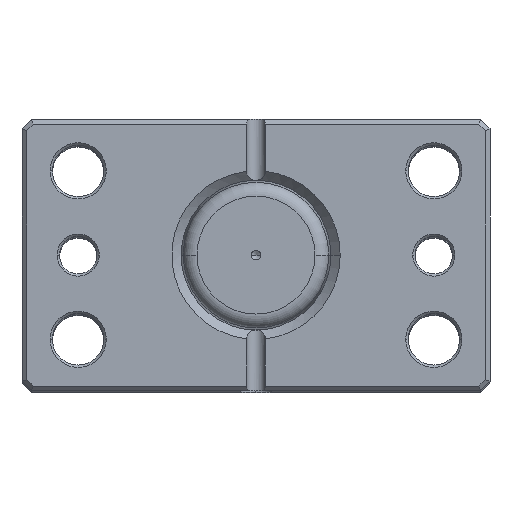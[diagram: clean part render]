
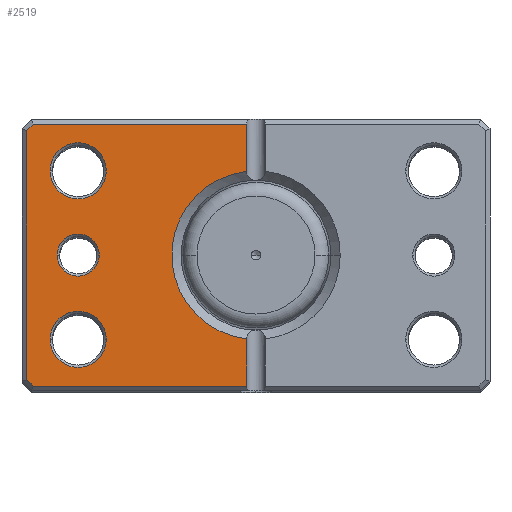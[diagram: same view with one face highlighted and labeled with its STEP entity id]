
A CAD part, top view. The second image highlights one B-rep face of the part: STEP entity #2519.
In plain terms, the highlighted face is planar.
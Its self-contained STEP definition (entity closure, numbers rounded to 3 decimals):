
#53 = CARTESIAN_POINT ( 'NONE',  ( 38., -18., 0. ) ) ;
#57 = CARTESIAN_POINT ( 'NONE',  ( 2., 17.889, 0. ) ) ;
#132 = DIRECTION ( 'NONE',  ( 0., 0., 1. ) ) ;
#171 = DIRECTION ( 'NONE',  ( 1., 0., 0. ) ) ;
#210 = CARTESIAN_POINT ( 'NONE',  ( 42.5, 0., 0. ) ) ;
#223 = CARTESIAN_POINT ( 'NONE',  ( 44., -18., 0. ) ) ;
#233 = FACE_BOUND ( 'NONE', #2023, .T. ) ;
#255 = EDGE_CURVE ( 'NONE', #6808, #3326, #304, .T. ) ;
#290 = EDGE_CURVE ( 'NONE', #1171, #4403, #6758, .T. ) ;
#291 = EDGE_CURVE ( 'NONE', #1959, #1444, #2632, .T. ) ;
#304 = LINE ( 'NONE', #3997, #5654 ) ;
#427 = EDGE_CURVE ( 'NONE', #2059, #935, #6426, .T. ) ;
#447 = CARTESIAN_POINT ( 'NONE',  ( 38., 18., 0. ) ) ;
#570 = CARTESIAN_POINT ( 'NONE',  ( 0., 28., 0. ) ) ;
#579 = DIRECTION ( 'NONE',  ( 1., 0., 0. ) ) ;
#593 = VERTEX_POINT ( 'NONE', #2266 ) ;
#612 = VECTOR ( 'NONE', #5388, 1000. ) ;
#639 = AXIS2_PLACEMENT_3D ( 'NONE', #878, #4606, #1405 ) ;
#692 = ORIENTED_EDGE ( 'NONE', *, *, #3799, .T. ) ;
#842 = EDGE_CURVE ( 'NONE', #3553, #6808, #4233, .T. ) ;
#855 = CIRCLE ( 'NONE', #4956, 6. ) ;
#878 = CARTESIAN_POINT ( 'NONE',  ( 38., 0., 0. ) ) ;
#935 = VERTEX_POINT ( 'NONE', #4559 ) ;
#970 = DIRECTION ( 'NONE',  ( 1., 0., 0. ) ) ;
#1072 = CARTESIAN_POINT ( 'NONE',  ( 49., 26.586, 0. ) ) ;
#1077 = AXIS2_PLACEMENT_3D ( 'NONE', #4832, #1628, #5378 ) ;
#1078 = EDGE_CURVE ( 'NONE', #3097, #3123, #1488, .T. ) ;
#1096 = ORIENTED_EDGE ( 'NONE', *, *, #255, .T. ) ;
#1126 = DIRECTION ( 'NONE',  ( -0.707, -0.707, 0. ) ) ;
#1171 = VERTEX_POINT ( 'NONE', #1968 ) ;
#1197 = CARTESIAN_POINT ( 'NONE',  ( 0., -28., 0. ) ) ;
#1233 = VECTOR ( 'NONE', #5638, 1000. ) ;
#1268 = CARTESIAN_POINT ( 'NONE',  ( 32., -18., 0. ) ) ;
#1405 = DIRECTION ( 'NONE',  ( 1., 0., 0. ) ) ;
#1412 = ORIENTED_EDGE ( 'NONE', *, *, #4099, .T. ) ;
#1444 = VERTEX_POINT ( 'NONE', #223 ) ;
#1488 = LINE ( 'NONE', #4039, #3989 ) ;
#1529 = EDGE_CURVE ( 'NONE', #3123, #593, #3411, .T. ) ;
#1544 = EDGE_LOOP ( 'NONE', ( #4361, #1412 ) ) ;
#1628 = DIRECTION ( 'NONE',  ( 0., 0., 1. ) ) ;
#1875 = VECTOR ( 'NONE', #1126, 1000. ) ;
#1916 = DIRECTION ( 'NONE',  ( 0.707, -0.707, 0. ) ) ;
#1950 = ORIENTED_EDGE ( 'NONE', *, *, #842, .T. ) ;
#1959 = VERTEX_POINT ( 'NONE', #1268 ) ;
#1968 = CARTESIAN_POINT ( 'NONE',  ( 33.5, 0., 0. ) ) ;
#2011 = VECTOR ( 'NONE', #5623, 1000. ) ;
#2023 = EDGE_LOOP ( 'NONE', ( #3670, #692 ) ) ;
#2037 = CARTESIAN_POINT ( 'NONE',  ( 47.586, -28., 0. ) ) ;
#2059 = VERTEX_POINT ( 'NONE', #57 ) ;
#2199 = ORIENTED_EDGE ( 'NONE', *, *, #5844, .T. ) ;
#2236 = DIRECTION ( 'NONE',  ( 0., 0., 1. ) ) ;
#2265 = CARTESIAN_POINT ( 'NONE',  ( 2., -17.889, 0. ) ) ;
#2266 = CARTESIAN_POINT ( 'NONE',  ( 49., -26.586, 0. ) ) ;
#2330 = ORIENTED_EDGE ( 'NONE', *, *, #1078, .T. ) ;
#2484 = DIRECTION ( 'NONE',  ( 0., 0., 1. ) ) ;
#2519 = ADVANCED_FACE ( 'NONE', ( #233, #3055, #4477, #5750 ), #6035, .F. ) ;
#2598 = ORIENTED_EDGE ( 'NONE', *, *, #4208, .T. ) ;
#2612 = AXIS2_PLACEMENT_3D ( 'NONE', #5447, #2236, #5980 ) ;
#2614 = ORIENTED_EDGE ( 'NONE', *, *, #427, .T. ) ;
#2632 = CIRCLE ( 'NONE', #6889, 6. ) ;
#2727 = CARTESIAN_POINT ( 'NONE',  ( 2., -28., 0. ) ) ;
#2741 = EDGE_LOOP ( 'NONE', ( #1096, #6071, #2614, #2598, #2330, #3404, #4342, #1950 ) ) ;
#2819 = CARTESIAN_POINT ( 'NONE',  ( 0., 0., 0. ) ) ;
#2868 = EDGE_LOOP ( 'NONE', ( #5745, #2199 ) ) ;
#3055 = FACE_BOUND ( 'NONE', #2868, .T. ) ;
#3097 = VERTEX_POINT ( 'NONE', #3151 ) ;
#3123 = VERTEX_POINT ( 'NONE', #1072 ) ;
#3151 = CARTESIAN_POINT ( 'NONE',  ( 47.586, 28., 0. ) ) ;
#3156 = EDGE_CURVE ( 'NONE', #3326, #2059, #5574, .T. ) ;
#3262 = CIRCLE ( 'NONE', #2612, 4.5 ) ;
#3292 = CARTESIAN_POINT ( 'NONE',  ( 38., 18., 0. ) ) ;
#3326 = VERTEX_POINT ( 'NONE', #2265 ) ;
#3332 = DIRECTION ( 'NONE',  ( 0., 0., 1. ) ) ;
#3404 = ORIENTED_EDGE ( 'NONE', *, *, #1529, .T. ) ;
#3411 = LINE ( 'NONE', #5078, #2011 ) ;
#3553 = VERTEX_POINT ( 'NONE', #2037 ) ;
#3670 = ORIENTED_EDGE ( 'NONE', *, *, #290, .T. ) ;
#3761 = DIRECTION ( 'NONE',  ( 0., 0., 1. ) ) ;
#3791 = CARTESIAN_POINT ( 'NONE',  ( 44., 18., 0. ) ) ;
#3799 = EDGE_CURVE ( 'NONE', #4403, #1171, #3262, .T. ) ;
#3837 = DIRECTION ( 'NONE',  ( 1., 0., 0. ) ) ;
#3918 = AXIS2_PLACEMENT_3D ( 'NONE', #447, #4170, #970 ) ;
#3989 = VECTOR ( 'NONE', #1916, 1000. ) ;
#3997 = CARTESIAN_POINT ( 'NONE',  ( 2., 29., 0. ) ) ;
#4039 = CARTESIAN_POINT ( 'NONE',  ( 37.793, 37.793, 0. ) ) ;
#4099 = EDGE_CURVE ( 'NONE', #4286, #4774, #6656, .T. ) ;
#4170 = DIRECTION ( 'NONE',  ( 0., 0., 1. ) ) ;
#4208 = EDGE_CURVE ( 'NONE', #935, #3097, #4872, .T. ) ;
#4233 = LINE ( 'NONE', #1197, #1233 ) ;
#4252 = EDGE_CURVE ( 'NONE', #593, #3553, #4710, .T. ) ;
#4286 = VERTEX_POINT ( 'NONE', #3791 ) ;
#4313 = CARTESIAN_POINT ( 'NONE',  ( 37.793, -37.793, 0. ) ) ;
#4342 = ORIENTED_EDGE ( 'NONE', *, *, #4252, .T. ) ;
#4361 = ORIENTED_EDGE ( 'NONE', *, *, #4784, .T. ) ;
#4403 = VERTEX_POINT ( 'NONE', #210 ) ;
#4477 = FACE_BOUND ( 'NONE', #1544, .T. ) ;
#4559 = CARTESIAN_POINT ( 'NONE',  ( 2., 28., 0. ) ) ;
#4606 = DIRECTION ( 'NONE',  ( 0., 0., 1. ) ) ;
#4710 = LINE ( 'NONE', #4313, #1875 ) ;
#4774 = VERTEX_POINT ( 'NONE', #5456 ) ;
#4784 = EDGE_CURVE ( 'NONE', #4774, #4286, #855, .T. ) ;
#4790 = DIRECTION ( 'NONE',  ( 0., 1., 0. ) ) ;
#4832 = CARTESIAN_POINT ( 'NONE',  ( 0., 0., 0. ) ) ;
#4872 = LINE ( 'NONE', #570, #612 ) ;
#4956 = AXIS2_PLACEMENT_3D ( 'NONE', #3292, #132, #3837 ) ;
#4998 = VECTOR ( 'NONE', #4790, 1000. ) ;
#5051 = DIRECTION ( 'NONE',  ( 0., 1., 0. ) ) ;
#5078 = CARTESIAN_POINT ( 'NONE',  ( 49., 0., 0. ) ) ;
#5355 = CARTESIAN_POINT ( 'NONE',  ( 2., 29., 0. ) ) ;
#5378 = DIRECTION ( 'NONE',  ( 1., 0., 0. ) ) ;
#5388 = DIRECTION ( 'NONE',  ( 1., 0., 0. ) ) ;
#5447 = CARTESIAN_POINT ( 'NONE',  ( 38., 0., 0. ) ) ;
#5456 = CARTESIAN_POINT ( 'NONE',  ( 32., 18., 0. ) ) ;
#5574 = CIRCLE ( 'NONE', #1077, 18. ) ;
#5623 = DIRECTION ( 'NONE',  ( 0., -1., 0. ) ) ;
#5638 = DIRECTION ( 'NONE',  ( -1., 0., 0. ) ) ;
#5654 = VECTOR ( 'NONE', #5051, 1000. ) ;
#5693 = CARTESIAN_POINT ( 'NONE',  ( 38., -18., 0. ) ) ;
#5745 = ORIENTED_EDGE ( 'NONE', *, *, #291, .T. ) ;
#5750 = FACE_OUTER_BOUND ( 'NONE', #2741, .T. ) ;
#5844 = EDGE_CURVE ( 'NONE', #1444, #1959, #5845, .T. ) ;
#5845 = CIRCLE ( 'NONE', #6868, 6. ) ;
#5980 = DIRECTION ( 'NONE',  ( 1., 0., 0. ) ) ;
#6035 = PLANE ( 'NONE',  #6653 ) ;
#6071 = ORIENTED_EDGE ( 'NONE', *, *, #3156, .T. ) ;
#6238 = DIRECTION ( 'NONE',  ( 1., 0., 0. ) ) ;
#6426 = LINE ( 'NONE', #5355, #4998 ) ;
#6653 = AXIS2_PLACEMENT_3D ( 'NONE', #2819, #3332, #171 ) ;
#6656 = CIRCLE ( 'NONE', #3918, 6. ) ;
#6758 = CIRCLE ( 'NONE', #639, 4.5 ) ;
#6808 = VERTEX_POINT ( 'NONE', #2727 ) ;
#6868 = AXIS2_PLACEMENT_3D ( 'NONE', #53, #3761, #579 ) ;
#6889 = AXIS2_PLACEMENT_3D ( 'NONE', #5693, #2484, #6238 ) ;
